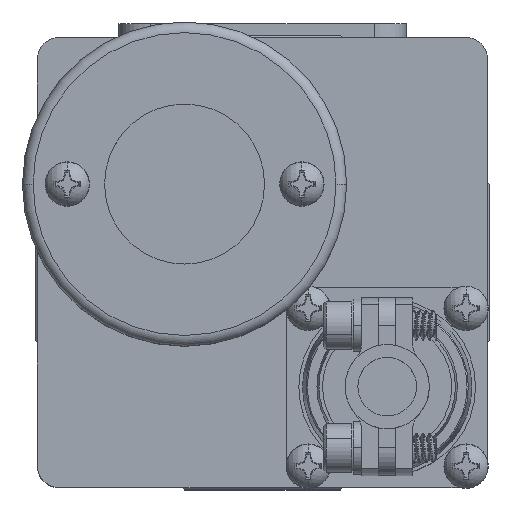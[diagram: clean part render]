
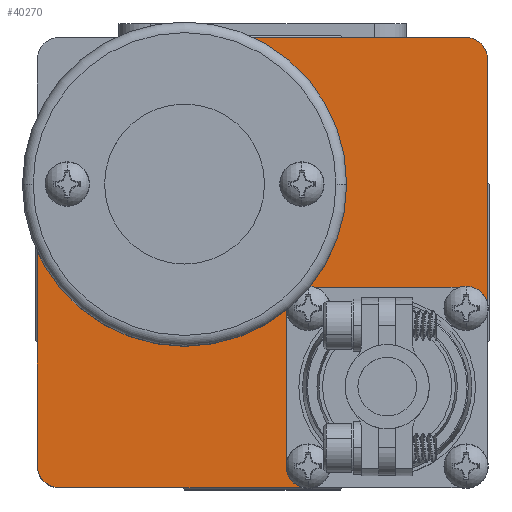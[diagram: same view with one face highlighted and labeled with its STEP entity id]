
A CAD part, top view. The second image highlights one B-rep face of the part: STEP entity #40270.
In plain terms, the highlighted planar face has unit normal (0, 0, 1).
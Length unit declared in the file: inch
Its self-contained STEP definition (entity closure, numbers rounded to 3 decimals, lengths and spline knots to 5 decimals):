
#516 = VERTEX_POINT ( 'NONE', #36427 ) ;
#1642 = VERTEX_POINT ( 'NONE', #78090 ) ;
#2294 = DIRECTION ( 'NONE',  ( 0., 1., 0. ) ) ;
#2877 = EDGE_CURVE ( 'NONE', #76528, #47634, #35424, .T. ) ;
#2905 = CARTESIAN_POINT ( 'NONE',  ( 1.055, -0.215, 1.045 ) ) ;
#3800 = CARTESIAN_POINT ( 'NONE',  ( 0.115, -0.115, 1.045 ) ) ;
#3992 = CIRCLE ( 'NONE', #46849, 0.1 ) ;
#4594 = ORIENTED_EDGE ( 'NONE', *, *, #45342, .T. ) ;
#4955 = EDGE_CURVE ( 'NONE', #1642, #44388, #20870, .T. ) ;
#5806 = DIRECTION ( 'NONE',  ( 1., 0., 0. ) ) ;
#5959 = LINE ( 'NONE', #51536, #18941 ) ;
#7447 = DIRECTION ( 'NONE',  ( 1., 0., 0. ) ) ;
#7464 = LINE ( 'NONE', #25396, #32389 ) ;
#9578 = DIRECTION ( 'NONE',  ( -1., 0., 0. ) ) ;
#9665 = CARTESIAN_POINT ( 'NONE',  ( -1.055, -1.055, 1.045 ) ) ;
#9997 = CARTESIAN_POINT ( 'NONE',  ( -0.365, 1.055, 1.045 ) ) ;
#10198 = CIRCLE ( 'NONE', #69094, 0.1 ) ;
#11588 = CARTESIAN_POINT ( 'NONE',  ( 0.115, -0.215, 1.045 ) ) ;
#13590 = LINE ( 'NONE', #27092, #80595 ) ;
#14349 = DIRECTION ( 'NONE',  ( -1., 0., 0. ) ) ;
#14364 = DIRECTION ( 'NONE',  ( -1., 0., 0. ) ) ;
#14413 = ORIENTED_EDGE ( 'NONE', *, *, #54036, .T. ) ;
#14422 = VECTOR ( 'NONE', #60976, 39.37008 ) ;
#14557 = CARTESIAN_POINT ( 'NONE',  ( -0.955, -1.055, 1.045 ) ) ;
#15188 = DIRECTION ( 'NONE',  ( 0., 0., -1. ) ) ;
#15743 = PLANE ( 'NONE',  #75505 ) ;
#15997 = AXIS2_PLACEMENT_3D ( 'NONE', #50639, #57013, #38056 ) ;
#17180 = CARTESIAN_POINT ( 'NONE',  ( -1.055, 0.365, 1.045 ) ) ;
#18004 = CARTESIAN_POINT ( 'NONE',  ( 0.115, -0.955, 1.045 ) ) ;
#18282 = DIRECTION ( 'NONE',  ( 0., -1., 0. ) ) ;
#18447 = ORIENTED_EDGE ( 'NONE', *, *, #65826, .F. ) ;
#18941 = VECTOR ( 'NONE', #7447, 39.37008 ) ;
#19380 = AXIS2_PLACEMENT_3D ( 'NONE', #69149, #37853, #5806 ) ;
#19452 = VERTEX_POINT ( 'NONE', #57834 ) ;
#19768 = ORIENTED_EDGE ( 'NONE', *, *, #22098, .F. ) ;
#20870 = CIRCLE ( 'NONE', #49420, 0.1 ) ;
#21265 = DIRECTION ( 'NONE',  ( 0., 0., -1. ) ) ;
#21726 = CARTESIAN_POINT ( 'NONE',  ( 0.215, -0.115, 1.045 ) ) ;
#22098 = EDGE_CURVE ( 'NONE', #79755, #44388, #7464, .T. ) ;
#22097 = CARTESIAN_POINT ( 'NONE',  ( 0., 0., 1.045 ) ) ;
#22845 = VERTEX_POINT ( 'NONE', #2905 ) ;
#23276 = DIRECTION ( 'NONE',  ( -1., 0., 0. ) ) ;
#24074 = VERTEX_POINT ( 'NONE', #65307 ) ;
#24262 = EDGE_CURVE ( 'NONE', #66168, #47634, #50006, .T. ) ;
#24813 = ORIENTED_EDGE ( 'NONE', *, *, #41450, .T. ) ;
#25266 = LINE ( 'NONE', #9665, #14422 ) ;
#25396 = CARTESIAN_POINT ( 'NONE',  ( 0.115, -1.055, 1.045 ) ) ;
#25644 = CIRCLE ( 'NONE', #15997, 0.69 ) ;
#27092 = CARTESIAN_POINT ( 'NONE',  ( 1.055, -1.055, 1.045 ) ) ;
#29282 = EDGE_CURVE ( 'NONE', #79755, #65453, #3992, .T. ) ;
#32389 = VECTOR ( 'NONE', #18282, 39.37008 ) ;
#33759 = ORIENTED_EDGE ( 'NONE', *, *, #29282, .T. ) ;
#34857 = CARTESIAN_POINT ( 'NONE',  ( -1.055, 1.055, 1.045 ) ) ;
#35204 = ORIENTED_EDGE ( 'NONE', *, *, #4955, .T. ) ;
#35424 = CIRCLE ( 'NONE', #19380, 0.69 ) ;
#36427 = CARTESIAN_POINT ( 'NONE',  ( 0.955, -0.115, 1.045 ) ) ;
#37697 = EDGE_CURVE ( 'NONE', #516, #22845, #42824, .T. ) ;
#37853 = DIRECTION ( 'NONE',  ( 0., 0., 1. ) ) ;
#38056 = DIRECTION ( 'NONE',  ( 1., 0., 0. ) ) ;
#39388 = CARTESIAN_POINT ( 'NONE',  ( -0.955, -0.955, 1.045 ) ) ;
#40270 = ADVANCED_FACE ( 'NONE', ( #64301 ), #15743, .F. ) ;
#40836 = DIRECTION ( 'NONE',  ( -1., 0., 0. ) ) ;
#41450 = EDGE_CURVE ( 'NONE', #24074, #66168, #10198, .T. ) ;
#42664 = CARTESIAN_POINT ( 'NONE',  ( 0.955, 0.955, 1.045 ) ) ;
#42824 = CIRCLE ( 'NONE', #52783, 0.1 ) ;
#44296 = VERTEX_POINT ( 'NONE', #17180 ) ;
#44388 = VERTEX_POINT ( 'NONE', #18004 ) ;
#45342 = EDGE_CURVE ( 'NONE', #22845, #24074, #13590, .T. ) ;
#45568 = DIRECTION ( 'NONE',  ( 0., 0., 1. ) ) ;
#46849 = AXIS2_PLACEMENT_3D ( 'NONE', #67694, #81147, #23276 ) ;
#47634 = VERTEX_POINT ( 'NONE', #9997 ) ;
#49420 = AXIS2_PLACEMENT_3D ( 'NONE', #71827, #21265, #14349 ) ;
#50006 = LINE ( 'NONE', #34857, #55947 ) ;
#50639 = CARTESIAN_POINT ( 'NONE',  ( -0.365, 0.365, 1.045 ) ) ;
#51536 = CARTESIAN_POINT ( 'NONE',  ( -1.055, -1.055, 1.045 ) ) ;
#52783 = AXIS2_PLACEMENT_3D ( 'NONE', #60344, #54467, #40836 ) ;
#53582 = VERTEX_POINT ( 'NONE', #14557 ) ;
#53791 = ORIENTED_EDGE ( 'NONE', *, *, #67188, .T. ) ;
#54036 = EDGE_CURVE ( 'NONE', #53582, #1642, #5959, .T. ) ;
#54467 = DIRECTION ( 'NONE',  ( 0., 0., -1. ) ) ;
#55183 = LINE ( 'NONE', #3800, #66200 ) ;
#55947 = VECTOR ( 'NONE', #60805, 39.37008 ) ;
#57013 = DIRECTION ( 'NONE',  ( 0., 0., 1. ) ) ;
#57834 = CARTESIAN_POINT ( 'NONE',  ( -1.055, -0.955, 1.045 ) ) ;
#60170 = ORIENTED_EDGE ( 'NONE', *, *, #2877, .F. ) ;
#60233 = CARTESIAN_POINT ( 'NONE',  ( 0.955, 1.055, 1.045 ) ) ;
#60344 = CARTESIAN_POINT ( 'NONE',  ( 0.955, -0.215, 1.045 ) ) ;
#60805 = DIRECTION ( 'NONE',  ( -1., 0., 0. ) ) ;
#60976 = DIRECTION ( 'NONE',  ( 0., -1., 0. ) ) ;
#61911 = DIRECTION ( 'NONE',  ( 0., 0., 1. ) ) ;
#62582 = ORIENTED_EDGE ( 'NONE', *, *, #24262, .T. ) ;
#63120 = AXIS2_PLACEMENT_3D ( 'NONE', #39388, #45568, #14364 ) ;
#64301 = FACE_OUTER_BOUND ( 'NONE', #82926, .T. ) ;
#65307 = CARTESIAN_POINT ( 'NONE',  ( 1.055, 0.955, 1.045 ) ) ;
#65453 = VERTEX_POINT ( 'NONE', #21726 ) ;
#65826 = EDGE_CURVE ( 'NONE', #516, #65453, #55183, .T. ) ;
#66168 = VERTEX_POINT ( 'NONE', #60233 ) ;
#66200 = VECTOR ( 'NONE', #73331, 39.37008 ) ;
#67188 = EDGE_CURVE ( 'NONE', #19452, #53582, #79054, .T. ) ;
#67694 = CARTESIAN_POINT ( 'NONE',  ( 0.215, -0.215, 1.045 ) ) ;
#69094 = AXIS2_PLACEMENT_3D ( 'NONE', #42664, #61911, #74825 ) ;
#69149 = CARTESIAN_POINT ( 'NONE',  ( -0.365, 0.365, 1.045 ) ) ;
#69520 = ORIENTED_EDGE ( 'NONE', *, *, #37697, .T. ) ;
#70530 = ORIENTED_EDGE ( 'NONE', *, *, #82265, .T. ) ;
#71274 = ORIENTED_EDGE ( 'NONE', *, *, #71837, .F. ) ;
#71827 = CARTESIAN_POINT ( 'NONE',  ( 0.215, -0.955, 1.045 ) ) ;
#71837 = EDGE_CURVE ( 'NONE', #44296, #76528, #25644, .T. ) ;
#73331 = DIRECTION ( 'NONE',  ( -1., 0., 0. ) ) ;
#74228 = CARTESIAN_POINT ( 'NONE',  ( 0.325, 0.365, 1.045 ) ) ;
#74825 = DIRECTION ( 'NONE',  ( -1., 0., 0. ) ) ;
#75505 = AXIS2_PLACEMENT_3D ( 'NONE', #22097, #15188, #9578 ) ;
#76528 = VERTEX_POINT ( 'NONE', #74228 ) ;
#78090 = CARTESIAN_POINT ( 'NONE',  ( 0.215, -1.055, 1.045 ) ) ;
#79054 = CIRCLE ( 'NONE', #63120, 0.1 ) ;
#79755 = VERTEX_POINT ( 'NONE', #11588 ) ;
#80595 = VECTOR ( 'NONE', #2294, 39.37008 ) ;
#81147 = DIRECTION ( 'NONE',  ( 0., 0., -1. ) ) ;
#82265 = EDGE_CURVE ( 'NONE', #44296, #19452, #25266, .T. ) ;
#82926 = EDGE_LOOP ( 'NONE', ( #14413, #35204, #19768, #33759, #18447, #69520, #4594, #24813, #62582, #60170, #71274, #70530, #53791 ) ) ;
